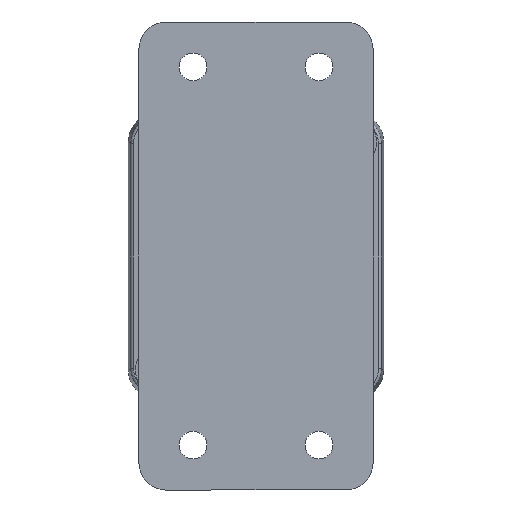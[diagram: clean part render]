
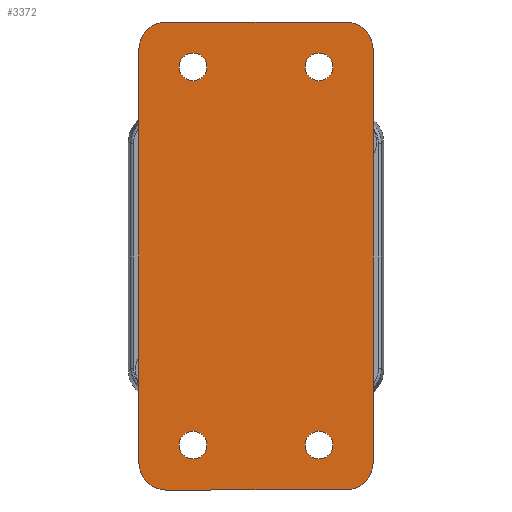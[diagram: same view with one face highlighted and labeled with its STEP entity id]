
A CAD part, front view. The second image highlights one B-rep face of the part: STEP entity #3372.
In plain terms, the highlighted planar face has unit normal (0, -1, 0).
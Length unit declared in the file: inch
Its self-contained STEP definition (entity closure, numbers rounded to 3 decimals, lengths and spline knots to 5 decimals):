
#43 = CARTESIAN_POINT ( 'NONE',  ( -0.6255, -1.03488, -1.625 ) ) ;
#677 = VECTOR ( 'NONE', #8654, 39.37008 ) ;
#679 = AXIS2_PLACEMENT_3D ( 'NONE', #3057, #11189, #4243 ) ;
#710 = DIRECTION ( 'NONE',  ( 0., -1., 0. ) ) ;
#946 = VERTEX_POINT ( 'NONE', #2727 ) ;
#986 = VERTEX_POINT ( 'NONE', #6340 ) ;
#1200 = ORIENTED_EDGE ( 'NONE', *, *, #1724, .F. ) ;
#1344 = CARTESIAN_POINT ( 'NONE',  ( 0.4375, -1.03488, 1.313 ) ) ;
#1724 = EDGE_CURVE ( 'NONE', #986, #986, #6693, .T. ) ;
#1741 = EDGE_CURVE ( 'NONE', #3061, #9832, #5600, .T. ) ;
#1877 = ORIENTED_EDGE ( 'NONE', *, *, #10227, .F. ) ;
#1986 = DIRECTION ( 'NONE',  ( 0., -1., 0. ) ) ;
#2058 = EDGE_LOOP ( 'NONE', ( #5873 ) ) ;
#2377 = CARTESIAN_POINT ( 'NONE',  ( -0.4375, -1.03488, -1.313 ) ) ;
#2453 = FACE_BOUND ( 'NONE', #5722, .T. ) ;
#2509 = DIRECTION ( 'NONE',  ( 0., -1., 0. ) ) ;
#2727 = CARTESIAN_POINT ( 'NONE',  ( -0.6255, -1.03488, 1.625 ) ) ;
#2800 = VERTEX_POINT ( 'NONE', #11564 ) ;
#2813 = FACE_OUTER_BOUND ( 'NONE', #11635, .T. ) ;
#2869 = CARTESIAN_POINT ( 'NONE',  ( 0.4375, -1.03488, -1.4095 ) ) ;
#3039 = VECTOR ( 'NONE', #4255, 39.37008 ) ;
#3057 = CARTESIAN_POINT ( 'NONE',  ( 0.6255, -1.03488, -1.438 ) ) ;
#3061 = VERTEX_POINT ( 'NONE', #43 ) ;
#3087 = AXIS2_PLACEMENT_3D ( 'NONE', #5393, #7795, #4117 ) ;
#3372 = ADVANCED_FACE ( 'NONE', ( #9008, #10972, #2813, #2453, #7927 ), #13576, .T. ) ;
#3487 = CIRCLE ( 'NONE', #7121, 0.0965 ) ;
#3756 = CIRCLE ( 'NONE', #4147, 0.0965 ) ;
#3948 = EDGE_LOOP ( 'NONE', ( #1877 ) ) ;
#4034 = CARTESIAN_POINT ( 'NONE',  ( -0.4375, -1.03488, -1.4095 ) ) ;
#4049 = AXIS2_PLACEMENT_3D ( 'NONE', #2377, #13850, #8096 ) ;
#4056 = CARTESIAN_POINT ( 'NONE',  ( 0.8125, -1.03488, 1.438 ) ) ;
#4117 = DIRECTION ( 'NONE',  ( 0., 0., -1. ) ) ;
#4147 = AXIS2_PLACEMENT_3D ( 'NONE', #14885, #10293, #6858 ) ;
#4213 = CARTESIAN_POINT ( 'NONE',  ( -0.4375, -1.03488, 1.313 ) ) ;
#4243 = DIRECTION ( 'NONE',  ( 0., 0., -1. ) ) ;
#4255 = DIRECTION ( 'NONE',  ( -1., 0., 0. ) ) ;
#4514 = LINE ( 'NONE', #4056, #677 ) ;
#4596 = VERTEX_POINT ( 'NONE', #13610 ) ;
#4602 = VERTEX_POINT ( 'NONE', #12386 ) ;
#4638 = EDGE_CURVE ( 'NONE', #4602, #3061, #11486, .T. ) ;
#4896 = DIRECTION ( 'NONE',  ( 0., 0., -1. ) ) ;
#4937 = EDGE_CURVE ( 'NONE', #8083, #8083, #3487, .T. ) ;
#5085 = ORIENTED_EDGE ( 'NONE', *, *, #12935, .T. ) ;
#5157 = EDGE_CURVE ( 'NONE', #946, #14888, #11789, .T. ) ;
#5321 = VERTEX_POINT ( 'NONE', #4034 ) ;
#5377 = ORIENTED_EDGE ( 'NONE', *, *, #12161, .T. ) ;
#5393 = CARTESIAN_POINT ( 'NONE',  ( -0.6255, -1.03488, -1.438 ) ) ;
#5600 = LINE ( 'NONE', #9537, #11752 ) ;
#5690 = AXIS2_PLACEMENT_3D ( 'NONE', #14726, #1986, #14783 ) ;
#5722 = EDGE_LOOP ( 'NONE', ( #14253 ) ) ;
#5859 = AXIS2_PLACEMENT_3D ( 'NONE', #6713, #7987, #9042 ) ;
#5873 = ORIENTED_EDGE ( 'NONE', *, *, #4937, .F. ) ;
#6297 = LINE ( 'NONE', #14033, #14276 ) ;
#6340 = CARTESIAN_POINT ( 'NONE',  ( 0.4375, -1.03488, 1.2165 ) ) ;
#6506 = CIRCLE ( 'NONE', #4049, 0.0965 ) ;
#6693 = CIRCLE ( 'NONE', #14662, 0.0965 ) ;
#6708 = ORIENTED_EDGE ( 'NONE', *, *, #5157, .T. ) ;
#6713 = CARTESIAN_POINT ( 'NONE',  ( -0.6255, -1.03488, 1.438 ) ) ;
#6858 = DIRECTION ( 'NONE',  ( 0., 0., -1. ) ) ;
#6997 = ORIENTED_EDGE ( 'NONE', *, *, #1741, .T. ) ;
#7121 = AXIS2_PLACEMENT_3D ( 'NONE', #4213, #710, #7738 ) ;
#7378 = ORIENTED_EDGE ( 'NONE', *, *, #9326, .T. ) ;
#7738 = DIRECTION ( 'NONE',  ( 0., 0., -1. ) ) ;
#7795 = DIRECTION ( 'NONE',  ( 0., -1., 0. ) ) ;
#7832 = DIRECTION ( 'NONE',  ( 0., -1., 0. ) ) ;
#7927 = FACE_BOUND ( 'NONE', #3948, .T. ) ;
#7987 = DIRECTION ( 'NONE',  ( 0., -1., 0. ) ) ;
#8083 = VERTEX_POINT ( 'NONE', #9756 ) ;
#8096 = DIRECTION ( 'NONE',  ( 0., 0., -1. ) ) ;
#8654 = DIRECTION ( 'NONE',  ( 0., 0., 1. ) ) ;
#8974 = CARTESIAN_POINT ( 'NONE',  ( 0.8125, -1.03488, 1.438 ) ) ;
#9008 = FACE_BOUND ( 'NONE', #2058, .T. ) ;
#9042 = DIRECTION ( 'NONE',  ( 0., 0., -1. ) ) ;
#9098 = CARTESIAN_POINT ( 'NONE',  ( 0.6255, -1.03488, 1.438 ) ) ;
#9326 = EDGE_CURVE ( 'NONE', #4596, #14080, #4514, .T. ) ;
#9537 = CARTESIAN_POINT ( 'NONE',  ( -0.6255, -1.03488, -1.625 ) ) ;
#9756 = CARTESIAN_POINT ( 'NONE',  ( -0.4375, -1.03488, 1.2165 ) ) ;
#9832 = VERTEX_POINT ( 'NONE', #13079 ) ;
#10028 = EDGE_CURVE ( 'NONE', #11497, #11497, #3756, .T. ) ;
#10030 = AXIS2_PLACEMENT_3D ( 'NONE', #9098, #7832, #12433 ) ;
#10128 = CIRCLE ( 'NONE', #679, 0.187 ) ;
#10227 = EDGE_CURVE ( 'NONE', #5321, #5321, #6506, .T. ) ;
#10293 = DIRECTION ( 'NONE',  ( 0., -1., 0. ) ) ;
#10332 = LINE ( 'NONE', #11200, #3039 ) ;
#10963 = EDGE_CURVE ( 'NONE', #14888, #4602, #6297, .T. ) ;
#10972 = FACE_BOUND ( 'NONE', #12948, .T. ) ;
#11189 = DIRECTION ( 'NONE',  ( 0., -1., 0. ) ) ;
#11200 = CARTESIAN_POINT ( 'NONE',  ( -0.6255, -1.03488, 1.625 ) ) ;
#11486 = CIRCLE ( 'NONE', #3087, 0.187 ) ;
#11497 = VERTEX_POINT ( 'NONE', #2869 ) ;
#11507 = DIRECTION ( 'NONE',  ( 0., 0., -1. ) ) ;
#11564 = CARTESIAN_POINT ( 'NONE',  ( 0.6255, -1.03488, 1.625 ) ) ;
#11635 = EDGE_LOOP ( 'NONE', ( #6708, #13118, #12698, #6997, #5085, #7378, #11886, #5377 ) ) ;
#11752 = VECTOR ( 'NONE', #14942, 39.37008 ) ;
#11789 = CIRCLE ( 'NONE', #5859, 0.187 ) ;
#11886 = ORIENTED_EDGE ( 'NONE', *, *, #12739, .T. ) ;
#12161 = EDGE_CURVE ( 'NONE', #2800, #946, #10332, .T. ) ;
#12386 = CARTESIAN_POINT ( 'NONE',  ( -0.8125, -1.03488, -1.438 ) ) ;
#12433 = DIRECTION ( 'NONE',  ( 0., 0., -1. ) ) ;
#12698 = ORIENTED_EDGE ( 'NONE', *, *, #4638, .T. ) ;
#12739 = EDGE_CURVE ( 'NONE', #14080, #2800, #12846, .T. ) ;
#12846 = CIRCLE ( 'NONE', #10030, 0.187 ) ;
#12935 = EDGE_CURVE ( 'NONE', #9832, #4596, #10128, .T. ) ;
#12948 = EDGE_LOOP ( 'NONE', ( #1200 ) ) ;
#13079 = CARTESIAN_POINT ( 'NONE',  ( 0.6255, -1.03488, -1.625 ) ) ;
#13118 = ORIENTED_EDGE ( 'NONE', *, *, #10963, .T. ) ;
#13576 = PLANE ( 'NONE',  #5690 ) ;
#13610 = CARTESIAN_POINT ( 'NONE',  ( 0.8125, -1.03488, -1.438 ) ) ;
#13850 = DIRECTION ( 'NONE',  ( 0., -1., 0. ) ) ;
#14033 = CARTESIAN_POINT ( 'NONE',  ( -0.8125, -1.03488, 1.438 ) ) ;
#14080 = VERTEX_POINT ( 'NONE', #8974 ) ;
#14253 = ORIENTED_EDGE ( 'NONE', *, *, #10028, .F. ) ;
#14276 = VECTOR ( 'NONE', #4896, 39.37008 ) ;
#14662 = AXIS2_PLACEMENT_3D ( 'NONE', #1344, #2509, #11507 ) ;
#14726 = CARTESIAN_POINT ( 'NONE',  ( -0.6255, -1.03488, 1.438 ) ) ;
#14783 = DIRECTION ( 'NONE',  ( 0., 0., -1. ) ) ;
#14885 = CARTESIAN_POINT ( 'NONE',  ( 0.4375, -1.03488, -1.313 ) ) ;
#14888 = VERTEX_POINT ( 'NONE', #14963 ) ;
#14942 = DIRECTION ( 'NONE',  ( 1., 0., 0. ) ) ;
#14963 = CARTESIAN_POINT ( 'NONE',  ( -0.8125, -1.03488, 1.438 ) ) ;
